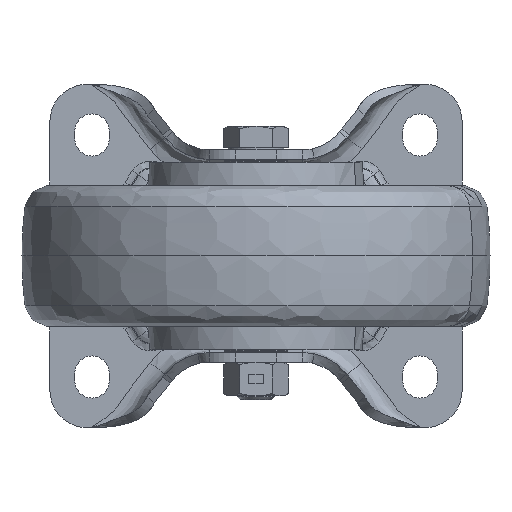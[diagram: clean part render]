
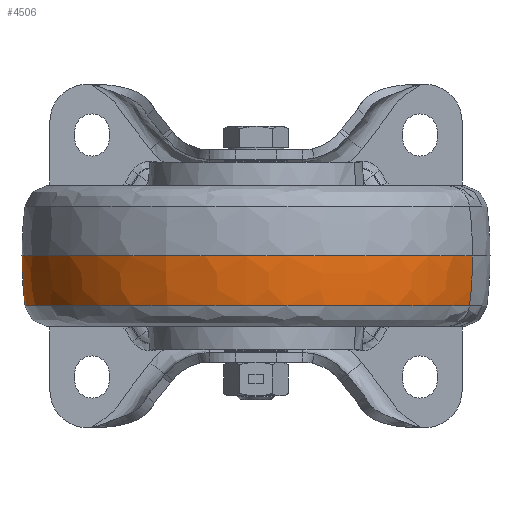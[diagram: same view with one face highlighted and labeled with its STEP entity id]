
A CAD part, front view. The second image highlights one B-rep face of the part: STEP entity #4506.
In plain terms, the highlighted toroidal (fillet/blend) face has major radius 24.98 mm and minor radius 100 mm.
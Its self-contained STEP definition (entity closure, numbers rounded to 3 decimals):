
#303 = AXIS2_PLACEMENT_3D ( 'NONE', #9787, #26317, #19433 ) ;
#1605 = CIRCLE ( 'NONE', #6098, 75. ) ;
#2271 = VERTEX_POINT ( 'NONE', #11578 ) ;
#3324 = DIRECTION ( 'NONE',  ( 0., 0., 1. ) ) ;
#4492 = VERTEX_POINT ( 'NONE', #29586 ) ;
#4506 = ADVANCED_FACE ( 'NONE', ( #20053 ), #20083, .T. ) ;
#5613 = AXIS2_PLACEMENT_3D ( 'NONE', #19258, #12097, #14431 ) ;
#6098 = AXIS2_PLACEMENT_3D ( 'NONE', #24189, #3324, #12777 ) ;
#6331 = CARTESIAN_POINT ( 'NONE',  ( -69.267, -81.241, 0. ) ) ;
#7370 = EDGE_CURVE ( 'NONE', #10219, #10441, #24892, .T. ) ;
#9211 = EDGE_CURVE ( 'NONE', #2271, #4492, #29470, .T. ) ;
#9787 = CARTESIAN_POINT ( 'NONE',  ( 0., -110., -16.007 ) ) ;
#10190 = ORIENTED_EDGE ( 'NONE', *, *, #20006, .T. ) ;
#10219 = VERTEX_POINT ( 'NONE', #16894 ) ;
#10393 = CARTESIAN_POINT ( 'NONE',  ( 0., -110., -2.024 ) ) ;
#10441 = VERTEX_POINT ( 'NONE', #6331 ) ;
#11578 = CARTESIAN_POINT ( 'NONE',  ( 68.379, -138.39, -16.007 ) ) ;
#12097 = DIRECTION ( 'NONE',  ( -0.383, -0.924, 0. ) ) ;
#12597 = DIRECTION ( 'NONE',  ( 0., 0., 1. ) ) ;
#12777 = DIRECTION ( 'NONE',  ( -0.924, 0.383, 0. ) ) ;
#13096 = AXIS2_PLACEMENT_3D ( 'NONE', #10393, #12597, #15085 ) ;
#13405 = ORIENTED_EDGE ( 'NONE', *, *, #9211, .T. ) ;
#14431 = DIRECTION ( 'NONE',  ( 0.924, -0.383, 0. ) ) ;
#15085 = DIRECTION ( 'NONE',  ( -0.924, 0.383, 0. ) ) ;
#15427 = AXIS2_PLACEMENT_3D ( 'NONE', #18667, #23357, #28198 ) ;
#16894 = CARTESIAN_POINT ( 'NONE',  ( -68.379, -81.61, -16.007 ) ) ;
#18667 = CARTESIAN_POINT ( 'NONE',  ( 23.07, -119.578, -2.024 ) ) ;
#19258 = CARTESIAN_POINT ( 'NONE',  ( -23.07, -100.422, -2.024 ) ) ;
#19433 = DIRECTION ( 'NONE',  ( -0.924, 0.383, 0. ) ) ;
#19989 = EDGE_LOOP ( 'NONE', ( #10190, #13405, #30005, #20109 ) ) ;
#20006 = EDGE_CURVE ( 'NONE', #10219, #2271, #25164, .T. ) ;
#20053 = FACE_OUTER_BOUND ( 'NONE', #19989, .T. ) ;
#20083 = TOROIDAL_SURFACE ( 'NONE', #13096, -24.98, 100. ) ;
#20109 = ORIENTED_EDGE ( 'NONE', *, *, #7370, .F. ) ;
#20378 = EDGE_CURVE ( 'NONE', #10441, #4492, #1605, .T. ) ;
#23357 = DIRECTION ( 'NONE',  ( 0.383, 0.924, 0. ) ) ;
#24189 = CARTESIAN_POINT ( 'NONE',  ( 0., -110., 0. ) ) ;
#24892 = CIRCLE ( 'NONE', #15427, 100. ) ;
#25164 = CIRCLE ( 'NONE', #303, 74.038 ) ;
#26317 = DIRECTION ( 'NONE',  ( 0., 0., 1. ) ) ;
#28198 = DIRECTION ( 'NONE',  ( -0.924, 0.383, 0. ) ) ;
#29470 = CIRCLE ( 'NONE', #5613, 100. ) ;
#29586 = CARTESIAN_POINT ( 'NONE',  ( 69.267, -138.759, 0. ) ) ;
#30005 = ORIENTED_EDGE ( 'NONE', *, *, #20378, .F. ) ;
